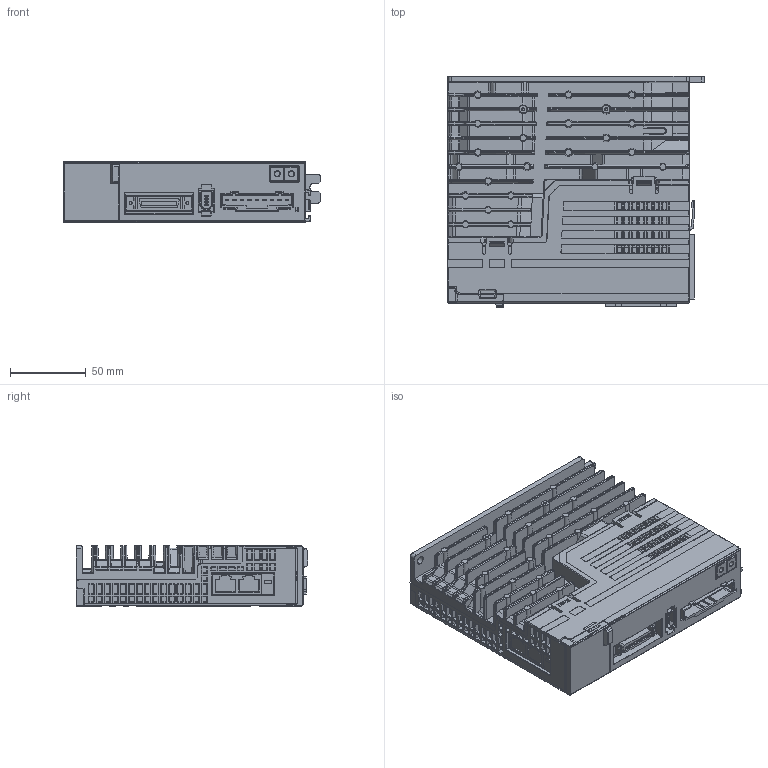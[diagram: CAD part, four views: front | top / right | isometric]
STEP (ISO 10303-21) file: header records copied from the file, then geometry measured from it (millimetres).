
FILE_DESCRIPTION((''),'2;1');
FILE_NAME('PRT0001','2021-07-13T10:16:53',('RD0058'),(''),'CREO PARAMETRIC BY PTC INC, 2016510','CREO PARAMETRIC BY PTC INC, 2016510','');
FILE_SCHEMA(('CONFIG_CONTROL_DESIGN','SHAPE_APPEARANCE_LAYERS_GROUPS'));
Products named in the file (1): PRT0001
Bounding box: 170.02 x 153 x 40 mm (x, y, z)
Volume: 498801.3 mm3; surface area: 264302.4 mm2
Topology: 1 solids, 10 shells, 6713 faces, 18107 edges, 11493 vertices
Faces by surface type: plane 3495, cylinder 1525, cone 960, torus 598, bspline 127, sphere 8
Entity records: 264401 total; most frequent: CARTESIAN_POINT 51695, ORIENTED_EDGE 36194, DIRECTION 32264, EDGE_CURVE 18097, VECTOR 11600, LINE 11600, VERTEX_POINT 11493, AXIS2_PLACEMENT_3D 10332
